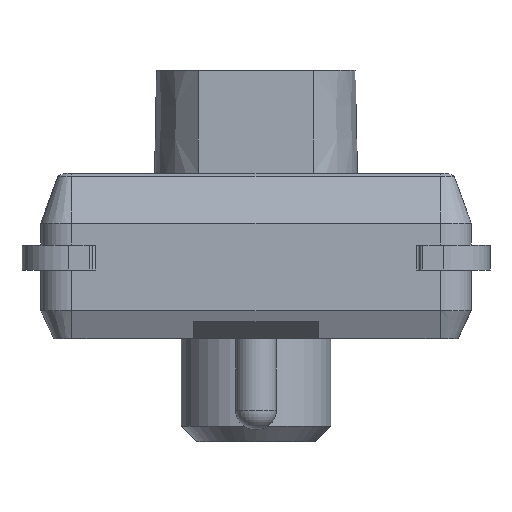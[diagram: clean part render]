
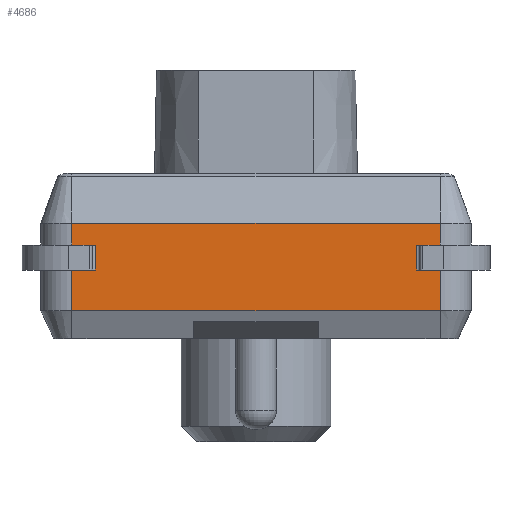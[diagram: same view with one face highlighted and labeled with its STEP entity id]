
A CAD part, front view. The second image highlights one B-rep face of the part: STEP entity #4686.
In plain terms, the highlighted planar face has unit normal (0, -1, 0).
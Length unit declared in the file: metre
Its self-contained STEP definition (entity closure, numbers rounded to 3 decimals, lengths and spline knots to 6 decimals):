
#753=ORIENTED_EDGE('',*,*,#1943,.T.);
#754=ORIENTED_EDGE('',*,*,#2054,.T.);
#755=ORIENTED_EDGE('',*,*,#1995,.F.);
#756=ORIENTED_EDGE('',*,*,#2055,.F.);
#757=ORIENTED_EDGE('',*,*,#1997,.T.);
#758=ORIENTED_EDGE('',*,*,#2056,.T.);
#759=ORIENTED_EDGE('',*,*,#1937,.T.);
#760=ORIENTED_EDGE('',*,*,#2057,.T.);
#761=ORIENTED_EDGE('',*,*,#2053,.F.);
#762=ORIENTED_EDGE('',*,*,#2033,.F.);
#763=ORIENTED_EDGE('',*,*,#2058,.T.);
#764=ORIENTED_EDGE('',*,*,#2059,.T.);
#1937=EDGE_CURVE('',#2638,#2636,#3006,.T.);
#1943=EDGE_CURVE('',#2641,#2643,#3009,.T.);
#1995=EDGE_CURVE('',#2659,#2667,#3055,.T.);
#1997=EDGE_CURVE('',#2661,#2669,#3056,.T.);
#2033=EDGE_CURVE('',#2687,#2686,#3083,.T.);
#2053=EDGE_CURVE('',#2686,#2695,#3099,.T.);
#2054=EDGE_CURVE('',#2643,#2667,#3100,.T.);
#2055=EDGE_CURVE('',#2661,#2659,#3101,.T.);
#2056=EDGE_CURVE('',#2669,#2638,#3102,.T.);
#2057=EDGE_CURVE('',#2636,#2695,#3103,.T.);
#2058=EDGE_CURVE('',#2687,#2696,#3104,.T.);
#2059=EDGE_CURVE('',#2696,#2641,#3105,.T.);
#2636=VERTEX_POINT('',#7043);
#2638=VERTEX_POINT('',#7046);
#2641=VERTEX_POINT('',#7053);
#2643=VERTEX_POINT('',#7057);
#2659=VERTEX_POINT('',#7131);
#2661=VERTEX_POINT('',#7136);
#2667=VERTEX_POINT('',#7159);
#2669=VERTEX_POINT('',#7164);
#2686=VERTEX_POINT('',#7231);
#2687=VERTEX_POINT('',#7235);
#2695=VERTEX_POINT('',#7271);
#2696=VERTEX_POINT('',#7279);
#3006=LINE('',#7045,#3499);
#3009=LINE('',#7058,#3502);
#3055=LINE('',#7160,#3548);
#3056=LINE('',#7165,#3549);
#3083=LINE('',#7236,#3576);
#3099=LINE('',#7272,#3592);
#3100=LINE('',#7274,#3593);
#3101=LINE('',#7275,#3594);
#3102=LINE('',#7276,#3595);
#3103=LINE('',#7277,#3596);
#3104=LINE('',#7278,#3597);
#3105=LINE('',#7280,#3598);
#3499=VECTOR('',#5592,1.);
#3502=VECTOR('',#5603,1.);
#3548=VECTOR('',#5713,1.);
#3549=VECTOR('',#5718,1.);
#3576=VECTOR('',#5797,1.);
#3592=VECTOR('',#5837,1.);
#3593=VECTOR('',#5840,1.);
#3594=VECTOR('',#5841,1.);
#3595=VECTOR('',#5842,1.);
#3596=VECTOR('',#5843,1.);
#3597=VECTOR('',#5844,1.);
#3598=VECTOR('',#5845,1.);
#3965=EDGE_LOOP('',(#753,#754,#755,#756,#757,#758,#759,#760,#761,#762,#763,
#764));
#4254=FACE_BOUND('',#3965,.T.);
#4502=PLANE('',#5147);
#4686=ADVANCED_FACE('',(#4254),#4502,.F.);
#5147=AXIS2_PLACEMENT_3D('',#7273,#5838,#5839);
#5592=DIRECTION('',(0.,0.,1.));
#5603=DIRECTION('',(0.,0.,-1.));
#5713=DIRECTION('',(0.,0.,1.));
#5718=DIRECTION('',(0.,0.,1.));
#5797=DIRECTION('',(1.,0.,0.));
#5837=DIRECTION('',(0.,0.,-1.));
#5838=DIRECTION('',(0.,1.,0.));
#5839=DIRECTION('',(-1.,0.,0.));
#5840=DIRECTION('',(-1.,0.,0.));
#5841=DIRECTION('',(-1.,0.,0.));
#5842=DIRECTION('',(-1.,0.,0.));
#5843=DIRECTION('',(1.,0.,0.));
#5844=DIRECTION('',(0.,0.,-1.));
#5845=DIRECTION('',(1.,0.,0.));
#7043=CARTESIAN_POINT('',(0.00515,-0.0069,0.0004));
#7045=CARTESIAN_POINT('',(0.00515,-0.0069,0.0004));
#7046=CARTESIAN_POINT('',(0.00515,-0.0069,-0.0004));
#7053=CARTESIAN_POINT('',(-0.00515,-0.0069,0.0004));
#7057=CARTESIAN_POINT('',(-0.00515,-0.0069,-0.0004));
#7058=CARTESIAN_POINT('',(-0.00515,-0.0069,-0.0004));
#7131=CARTESIAN_POINT('',(-0.0059,-0.0069,-0.0017));
#7136=CARTESIAN_POINT('',(0.0059,-0.0069,-0.0017));
#7159=CARTESIAN_POINT('',(-0.0059,-0.0069,-0.0004));
#7160=CARTESIAN_POINT('',(-0.0059,-0.0069,-0.0017));
#7164=CARTESIAN_POINT('',(0.0059,-0.0069,-0.0004));
#7165=CARTESIAN_POINT('',(0.0059,-0.0069,-0.0017));
#7231=CARTESIAN_POINT('',(0.0059,-0.0069,0.0011));
#7235=CARTESIAN_POINT('',(-0.0059,-0.0069,0.0011));
#7236=CARTESIAN_POINT('',(0.0059,-0.0069,0.0011));
#7271=CARTESIAN_POINT('',(0.0059,-0.0069,0.0004));
#7272=CARTESIAN_POINT('',(0.0059,-0.0069,0.0011));
#7273=CARTESIAN_POINT('',(0.0059,-0.0069,0.0011));
#7274=CARTESIAN_POINT('',(0.0059,-0.0069,-0.0004));
#7275=CARTESIAN_POINT('',(0.0059,-0.0069,-0.0017));
#7276=CARTESIAN_POINT('',(0.0059,-0.0069,-0.0004));
#7277=CARTESIAN_POINT('',(0.0059,-0.0069,0.0004));
#7278=CARTESIAN_POINT('',(-0.0059,-0.0069,0.0011));
#7279=CARTESIAN_POINT('',(-0.0059,-0.0069,0.0004));
#7280=CARTESIAN_POINT('',(0.0059,-0.0069,0.0004));
